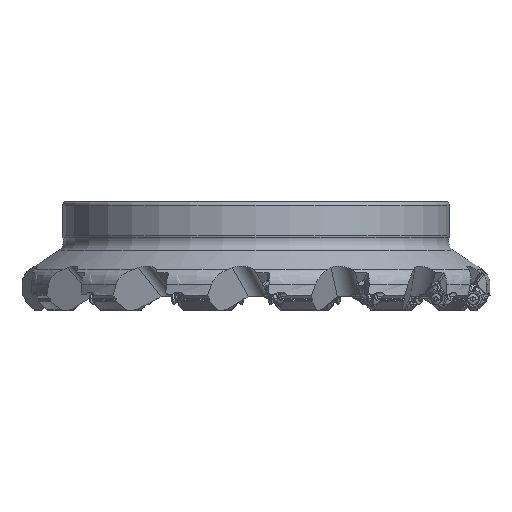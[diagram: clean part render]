
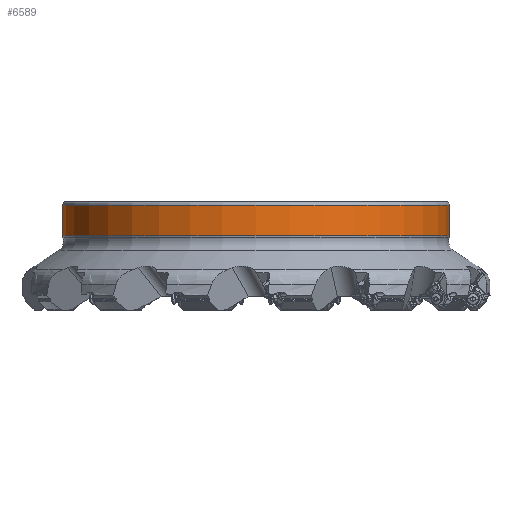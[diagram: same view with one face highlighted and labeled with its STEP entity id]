
A CAD part, front view. The second image highlights one B-rep face of the part: STEP entity #6589.
In plain terms, the highlighted cylindrical face has radius 110 mm (diameter 220 mm), a partial arc.
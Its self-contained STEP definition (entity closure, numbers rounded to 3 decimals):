
#1163=CYLINDRICAL_SURFACE('',#37106,110.);
#3419=LINE('',#102934,#4911);
#3420=LINE('',#102935,#4912);
#4911=VECTOR('',#43733,1.);
#4912=VECTOR('',#43734,1.);
#6589=ADVANCED_FACE('',(#8727),#1163,.T.);
#8727=FACE_OUTER_BOUND('',#10777,.T.);
#10777=EDGE_LOOP('',(#21380,#21381,#21382,#21383));
#21380=ORIENTED_EDGE('',*,*,#31632,.T.);
#21381=ORIENTED_EDGE('',*,*,#31633,.T.);
#21382=ORIENTED_EDGE('',*,*,#31631,.F.);
#21383=ORIENTED_EDGE('',*,*,#31634,.T.);
#26952=VERTEX_POINT('',#102924);
#26953=VERTEX_POINT('',#102926);
#26954=VERTEX_POINT('',#102932);
#26955=VERTEX_POINT('',#102933);
#31631=EDGE_CURVE('',#26953,#26952,#34053,.T.);
#31632=EDGE_CURVE('',#26954,#26955,#34054,.T.);
#31633=EDGE_CURVE('',#26955,#26952,#3419,.T.);
#31634=EDGE_CURVE('',#26953,#26954,#3420,.T.);
#34053=CIRCLE('',#37103,110.);
#34054=CIRCLE('',#37105,110.);
#37103=AXIS2_PLACEMENT_3D('',#102929,#43727,#43728);
#37105=AXIS2_PLACEMENT_3D('',#102931,#43731,#43732);
#37106=AXIS2_PLACEMENT_3D('',#102936,#43735,#43736);
#43727=DIRECTION('',(0.,0.,1.));
#43728=DIRECTION('',(-1.,0.,0.));
#43731=DIRECTION('',(0.,0.,1.));
#43732=DIRECTION('',(-1.,0.,0.));
#43733=DIRECTION('',(0.,0.,1.));
#43734=DIRECTION('',(0.,0.,-1.));
#43735=DIRECTION('',(0.,0.,1.));
#43736=DIRECTION('',(1.,0.,0.));
#102924=CARTESIAN_POINT('',(110.,0.,-2.));
#102926=CARTESIAN_POINT('',(-110.,0.,-2.));
#102929=CARTESIAN_POINT('',(0.,0.,-2.));
#102931=CARTESIAN_POINT('',(0.,0.,-19.452));
#102932=CARTESIAN_POINT('',(-110.,0.,-19.452));
#102933=CARTESIAN_POINT('',(110.,0.,-19.452));
#102934=CARTESIAN_POINT('',(110.,0.,-19.452));
#102935=CARTESIAN_POINT('',(-110.,0.,-2.));
#102936=CARTESIAN_POINT('',(0.,0.,-19.801));
